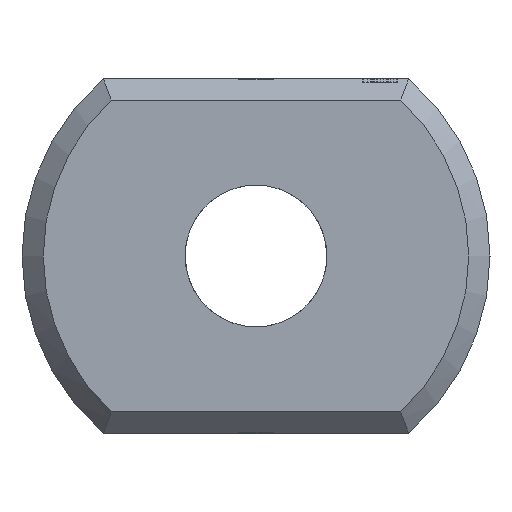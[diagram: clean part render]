
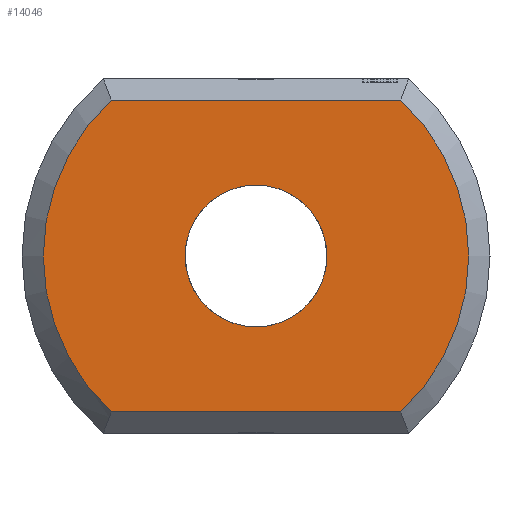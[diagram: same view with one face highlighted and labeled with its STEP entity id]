
A CAD part, left-side view. The second image highlights one B-rep face of the part: STEP entity #14046.
In plain terms, the highlighted planar face has unit normal (-1, 0, 0).
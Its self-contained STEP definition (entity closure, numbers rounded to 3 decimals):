
#3496 = VERTEX_POINT('',#3497);
#3497 = CARTESIAN_POINT('',(0.,-2.04,2.2));
#3506 = VERTEX_POINT('',#3507);
#3507 = CARTESIAN_POINT('',(0.,-2.04,-2.2));
#3514 = EDGE_CURVE('',#3496,#3506,#3515,.T.);
#3515 = CIRCLE('',#3516,3.);
#3516 = AXIS2_PLACEMENT_3D('',#3517,#3518,#3519);
#3517 = CARTESIAN_POINT('',(0.,0.,0.));
#3518 = DIRECTION('',(1.,0.,0.));
#3519 = DIRECTION('',(0.,-0.653,0.758)
  );
#4110 = VERTEX_POINT('',#4111);
#4111 = CARTESIAN_POINT('',(0.,2.04,2.2));
#4118 = EDGE_CURVE('',#3496,#4110,#4119,.T.);
#4119 = LINE('',#4120,#4121);
#4120 = CARTESIAN_POINT('',(0.,-2.154,2.2));
#4121 = VECTOR('',#4122,1.);
#4122 = DIRECTION('',(0.,1.,0.));
#14046 = ADVANCED_FACE('',(#14047,#14066),#14077,.F.);
#14047 = FACE_BOUND('',#14048,.F.);
#14048 = EDGE_LOOP('',(#14049,#14058,#14059,#14060));
#14049 = ORIENTED_EDGE('',*,*,#14050,.T.);
#14050 = EDGE_CURVE('',#14051,#4110,#14053,.T.);
#14051 = VERTEX_POINT('',#14052);
#14052 = CARTESIAN_POINT('',(0.,2.04,-2.2));
#14053 = CIRCLE('',#14054,3.);
#14054 = AXIS2_PLACEMENT_3D('',#14055,#14056,#14057);
#14055 = CARTESIAN_POINT('',(0.,0.,0.));
#14056 = DIRECTION('',(1.,0.,0.));
#14057 = DIRECTION('',(0.,0.653,-0.758)
  );
#14058 = ORIENTED_EDGE('',*,*,#4118,.F.);
#14059 = ORIENTED_EDGE('',*,*,#3514,.T.);
#14060 = ORIENTED_EDGE('',*,*,#14061,.T.);
#14061 = EDGE_CURVE('',#3506,#14051,#14062,.T.);
#14062 = LINE('',#14063,#14064);
#14063 = CARTESIAN_POINT('',(0.,-2.154,-2.2));
#14064 = VECTOR('',#14065,1.);
#14065 = DIRECTION('',(0.,1.,0.));
#14066 = FACE_BOUND('',#14067,.T.);
#14067 = EDGE_LOOP('',(#14068));
#14068 = ORIENTED_EDGE('',*,*,#14069,.T.);
#14069 = EDGE_CURVE('',#14070,#14070,#14072,.T.);
#14070 = VERTEX_POINT('',#14071);
#14071 = CARTESIAN_POINT('',(0.,1.,0.)
  );
#14072 = CIRCLE('',#14073,1.);
#14073 = AXIS2_PLACEMENT_3D('',#14074,#14075,#14076);
#14074 = CARTESIAN_POINT('',(0.,0.,0.));
#14075 = DIRECTION('',(1.,0.,0.));
#14076 = DIRECTION('',(0.,1.,0.));
#14077 = PLANE('',#14078);
#14078 = AXIS2_PLACEMENT_3D('',#14079,#14080,#14081);
#14079 = CARTESIAN_POINT('',(0.,0.,0.));
#14080 = DIRECTION('',(1.,0.,0.));
#14081 = DIRECTION('',(0.,0.,1.));
